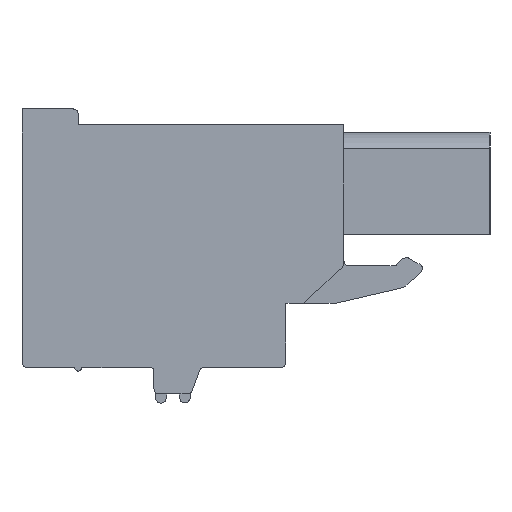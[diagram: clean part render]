
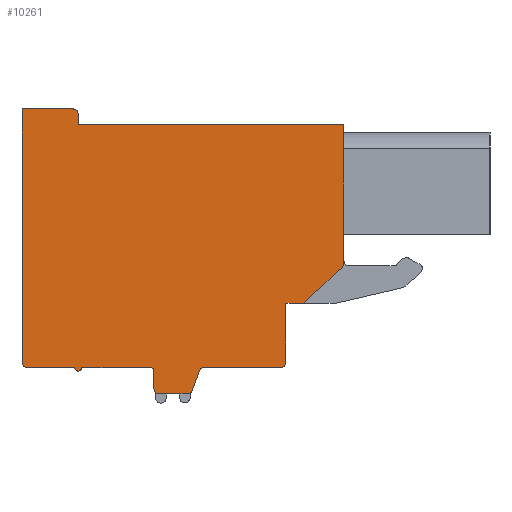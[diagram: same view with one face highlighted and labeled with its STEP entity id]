
A CAD part, left-side view. The second image highlights one B-rep face of the part: STEP entity #10261.
In plain terms, the highlighted planar face has unit normal (-1, 0, 0).
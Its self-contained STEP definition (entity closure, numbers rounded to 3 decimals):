
#433=DIRECTION('',(0.,0.,1.));
#434=VECTOR('',#433,7.87);
#435=CARTESIAN_POINT('',(-46.34,-5.66,-0.91));
#436=LINE('',#435,#434);
#1914=CARTESIAN_POINT('',(-46.34,-5.36,-0.91));
#1915=DIRECTION('',(1.,0.,0.));
#1916=DIRECTION('',(0.,-1.,0.));
#1917=AXIS2_PLACEMENT_3D('',#1914,#1915,#1916);
#1919=DIRECTION('',(0.,0.731,-0.683));
#1920=VECTOR('',#1919,3.018);
#1921=CARTESIAN_POINT('',(-46.34,-5.565,-1.129));
#1922=LINE('',#1921,#1920);
#1923=DIRECTION('',(0.,1.,0.));
#1924=VECTOR('',#1923,1.);
#1925=CARTESIAN_POINT('',(-46.34,-3.36,-3.19));
#1926=LINE('',#1925,#1924);
#1927=DIRECTION('',(0.,0.,-1.));
#1928=VECTOR('',#1927,3.35);
#1929=CARTESIAN_POINT('',(-46.34,-2.36,-3.19));
#1930=LINE('',#1929,#1928);
#1931=CARTESIAN_POINT('',(-46.34,-2.06,-6.54));
#1932=DIRECTION('',(1.,0.,0.));
#1933=DIRECTION('',(0.,-1.,0.));
#1934=AXIS2_PLACEMENT_3D('',#1931,#1932,#1933);
#1936=DIRECTION('',(0.,1.,0.));
#1937=VECTOR('',#1936,4.34);
#1938=CARTESIAN_POINT('',(-46.34,-2.06,-6.84));
#1939=LINE('',#1938,#1937);
#1940=CARTESIAN_POINT('',(-46.34,2.28,-7.14));
#1941=DIRECTION('',(-1.,0.,0.));
#1942=DIRECTION('',(0.,0.,1.));
#1943=AXIS2_PLACEMENT_3D('',#1940,#1941,#1942);
#1945=DIRECTION('',(0.,0.345,-0.939));
#1946=VECTOR('',#1945,1.179);
#1947=CARTESIAN_POINT('',(-46.34,2.562,-7.037));
#1948=LINE('',#1947,#1946);
#1949=CARTESIAN_POINT('',(-46.34,3.25,-8.04));
#1950=DIRECTION('',(1.,0.,0.));
#1951=DIRECTION('',(0.,-0.939,-0.345));
#1952=AXIS2_PLACEMENT_3D('',#1949,#1950,#1951);
#1954=DIRECTION('',(0.,1.,0.));
#1955=VECTOR('',#1954,1.59);
#1956=CARTESIAN_POINT('',(-46.34,3.25,-8.34));
#1957=LINE('',#1956,#1955);
#1958=CARTESIAN_POINT('',(-46.34,4.84,-8.04));
#1959=DIRECTION('',(1.,0.,0.));
#1960=DIRECTION('',(0.,0.,-1.));
#1961=AXIS2_PLACEMENT_3D('',#1958,#1959,#1960);
#1963=DIRECTION('',(0.,0.,1.));
#1964=VECTOR('',#1963,1.);
#1965=CARTESIAN_POINT('',(-46.34,5.14,-8.04));
#1966=LINE('',#1965,#1964);
#1967=CARTESIAN_POINT('',(-46.34,5.34,-7.04));
#1968=DIRECTION('',(-1.,0.,0.));
#1969=DIRECTION('',(0.,-1.,0.));
#1970=AXIS2_PLACEMENT_3D('',#1967,#1968,#1969);
#1972=DIRECTION('',(0.,1.,0.));
#1973=VECTOR('',#1972,3.9);
#1974=CARTESIAN_POINT('',(-46.34,5.34,-6.84));
#1975=LINE('',#1974,#1973);
#1976=CARTESIAN_POINT('',(-46.34,9.44,-6.84));
#1977=DIRECTION('',(1.,0.,0.));
#1978=DIRECTION('',(0.,-1.,0.));
#1979=AXIS2_PLACEMENT_3D('',#1976,#1977,#1978);
#1981=DIRECTION('',(0.,1.,0.));
#1982=VECTOR('',#1981,2.7);
#1983=CARTESIAN_POINT('',(-46.34,9.64,-6.84));
#1984=LINE('',#1983,#1982);
#1985=CARTESIAN_POINT('',(-46.34,12.34,-6.54));
#1986=DIRECTION('',(1.,0.,0.));
#1987=DIRECTION('',(0.,0.,-1.));
#1988=AXIS2_PLACEMENT_3D('',#1985,#1986,#1987);
#1990=DIRECTION('',(0.,0.,1.));
#1991=VECTOR('',#1990,14.4);
#1992=CARTESIAN_POINT('',(-46.34,12.64,-6.54));
#1993=LINE('',#1992,#1991);
#1994=DIRECTION('',(0.,-1.,0.));
#1995=VECTOR('',#1994,2.9);
#1996=CARTESIAN_POINT('',(-46.34,12.64,7.86));
#1997=LINE('',#1996,#1995);
#1998=CARTESIAN_POINT('',(-46.34,9.74,7.56));
#1999=DIRECTION('',(1.,0.,0.));
#2000=DIRECTION('',(0.,0.,1.));
#2001=AXIS2_PLACEMENT_3D('',#1998,#1999,#2000);
#2003=DIRECTION('',(0.,0.,-1.));
#2004=VECTOR('',#2003,0.6);
#2005=CARTESIAN_POINT('',(-46.34,9.44,7.56));
#2006=LINE('',#2005,#2004);
#2007=DIRECTION('',(0.,-1.,0.));
#2008=VECTOR('',#2007,15.1);
#2009=CARTESIAN_POINT('',(-46.34,9.44,6.96));
#2010=LINE('',#2009,#2008);
#5851=CARTESIAN_POINT('',(-46.34,9.44,6.96));
#5852=CARTESIAN_POINT('',(-46.34,-5.66,6.96));
#5853=VERTEX_POINT('',#5851);
#5854=VERTEX_POINT('',#5852);
#5855=CARTESIAN_POINT('',(-46.34,-5.66,-0.91));
#5856=CARTESIAN_POINT('',(-46.34,-5.565,-1.129));
#5857=VERTEX_POINT('',#5855);
#5858=VERTEX_POINT('',#5856);
#5859=CARTESIAN_POINT('',(-46.34,-3.36,-3.19));
#5860=VERTEX_POINT('',#5859);
#5861=CARTESIAN_POINT('',(-46.34,-2.36,-3.19));
#5862=VERTEX_POINT('',#5861);
#5863=CARTESIAN_POINT('',(-46.34,-2.36,-6.54));
#5864=VERTEX_POINT('',#5863);
#5865=CARTESIAN_POINT('',(-46.34,-2.06,-6.84));
#5866=VERTEX_POINT('',#5865);
#5867=CARTESIAN_POINT('',(-46.34,2.28,-6.84));
#5868=VERTEX_POINT('',#5867);
#5869=CARTESIAN_POINT('',(-46.34,2.562,-7.037));
#5870=VERTEX_POINT('',#5869);
#5871=CARTESIAN_POINT('',(-46.34,2.968,-8.143));
#5872=VERTEX_POINT('',#5871);
#5873=CARTESIAN_POINT('',(-46.34,3.25,-8.34));
#5874=VERTEX_POINT('',#5873);
#5875=CARTESIAN_POINT('',(-46.34,4.84,-8.34));
#5876=VERTEX_POINT('',#5875);
#5877=CARTESIAN_POINT('',(-46.34,5.14,-8.04));
#5878=VERTEX_POINT('',#5877);
#5879=CARTESIAN_POINT('',(-46.34,5.14,-7.04));
#5880=VERTEX_POINT('',#5879);
#5881=CARTESIAN_POINT('',(-46.34,5.34,-6.84));
#5882=VERTEX_POINT('',#5881);
#5883=CARTESIAN_POINT('',(-46.34,9.24,-6.84));
#5884=VERTEX_POINT('',#5883);
#5885=CARTESIAN_POINT('',(-46.34,9.64,-6.84));
#5886=VERTEX_POINT('',#5885);
#5887=CARTESIAN_POINT('',(-46.34,12.34,-6.84));
#5888=VERTEX_POINT('',#5887);
#5889=CARTESIAN_POINT('',(-46.34,12.64,-6.54));
#5890=VERTEX_POINT('',#5889);
#5891=CARTESIAN_POINT('',(-46.34,12.64,7.86));
#5892=VERTEX_POINT('',#5891);
#5893=CARTESIAN_POINT('',(-46.34,9.74,7.86));
#5894=VERTEX_POINT('',#5893);
#5895=CARTESIAN_POINT('',(-46.34,9.44,7.56));
#5896=VERTEX_POINT('',#5895);
#10212=CARTESIAN_POINT('',(-46.34,0.,0.));
#10213=DIRECTION('',(1.,0.,0.));
#10214=DIRECTION('',(0.,-1.,0.));
#10215=AXIS2_PLACEMENT_3D('',#10212,#10213,#10214);
#10216=PLANE('',#10215);
#10217=ORIENTED_EDGE('',*,*,#7688,.F.);
#10218=ORIENTED_EDGE('',*,*,#10192,.T.);
#10219=ORIENTED_EDGE('',*,*,#10118,.T.);
#10220=ORIENTED_EDGE('',*,*,#10092,.T.);
#10222=ORIENTED_EDGE('',*,*,#10221,.T.);
#10224=ORIENTED_EDGE('',*,*,#10223,.T.);
#10226=ORIENTED_EDGE('',*,*,#10225,.T.);
#10228=ORIENTED_EDGE('',*,*,#10227,.T.);
#10230=ORIENTED_EDGE('',*,*,#10229,.T.);
#10232=ORIENTED_EDGE('',*,*,#10231,.T.);
#10234=ORIENTED_EDGE('',*,*,#10233,.T.);
#10236=ORIENTED_EDGE('',*,*,#10235,.T.);
#10238=ORIENTED_EDGE('',*,*,#10237,.T.);
#10240=ORIENTED_EDGE('',*,*,#10239,.T.);
#10242=ORIENTED_EDGE('',*,*,#10241,.T.);
#10244=ORIENTED_EDGE('',*,*,#10243,.T.);
#10246=ORIENTED_EDGE('',*,*,#10245,.T.);
#10248=ORIENTED_EDGE('',*,*,#10247,.T.);
#10250=ORIENTED_EDGE('',*,*,#10249,.T.);
#10252=ORIENTED_EDGE('',*,*,#10251,.T.);
#10254=ORIENTED_EDGE('',*,*,#10253,.T.);
#10256=ORIENTED_EDGE('',*,*,#10255,.T.);
#10258=ORIENTED_EDGE('',*,*,#10257,.T.);
#10259=EDGE_LOOP('',(#10217,#10218,#10219,#10220,#10222,#10224,#10226,#10228,
#10230,#10232,#10234,#10236,#10238,#10240,#10242,#10244,#10246,#10248,#10250,
#10252,#10254,#10256,#10258));
#10260=FACE_OUTER_BOUND('',#10259,.F.);
#10261=ADVANCED_FACE('',(#10260),#10216,.F.);
#1918=CIRCLE('',#1917,0.3);
#1935=CIRCLE('',#1934,0.3);
#1944=CIRCLE('',#1943,0.3);
#1953=CIRCLE('',#1952,0.3);
#1962=CIRCLE('',#1961,0.3);
#1971=CIRCLE('',#1970,0.2);
#1980=CIRCLE('',#1979,0.2);
#1989=CIRCLE('',#1988,0.3);
#2002=CIRCLE('',#2001,0.3);
#7688=EDGE_CURVE('',#5857,#5854,#436,.T.);
#10092=EDGE_CURVE('',#5860,#5862,#1926,.T.);
#10118=EDGE_CURVE('',#5858,#5860,#1922,.T.);
#10192=EDGE_CURVE('',#5857,#5858,#1918,.T.);
#10221=EDGE_CURVE('',#5862,#5864,#1930,.T.);
#10223=EDGE_CURVE('',#5864,#5866,#1935,.T.);
#10225=EDGE_CURVE('',#5866,#5868,#1939,.T.);
#10227=EDGE_CURVE('',#5868,#5870,#1944,.T.);
#10229=EDGE_CURVE('',#5870,#5872,#1948,.T.);
#10231=EDGE_CURVE('',#5872,#5874,#1953,.T.);
#10233=EDGE_CURVE('',#5874,#5876,#1957,.T.);
#10235=EDGE_CURVE('',#5876,#5878,#1962,.T.);
#10237=EDGE_CURVE('',#5878,#5880,#1966,.T.);
#10239=EDGE_CURVE('',#5880,#5882,#1971,.T.);
#10241=EDGE_CURVE('',#5882,#5884,#1975,.T.);
#10243=EDGE_CURVE('',#5884,#5886,#1980,.T.);
#10245=EDGE_CURVE('',#5886,#5888,#1984,.T.);
#10247=EDGE_CURVE('',#5888,#5890,#1989,.T.);
#10249=EDGE_CURVE('',#5890,#5892,#1993,.T.);
#10251=EDGE_CURVE('',#5892,#5894,#1997,.T.);
#10253=EDGE_CURVE('',#5894,#5896,#2002,.T.);
#10255=EDGE_CURVE('',#5896,#5853,#2006,.T.);
#10257=EDGE_CURVE('',#5853,#5854,#2010,.T.);
